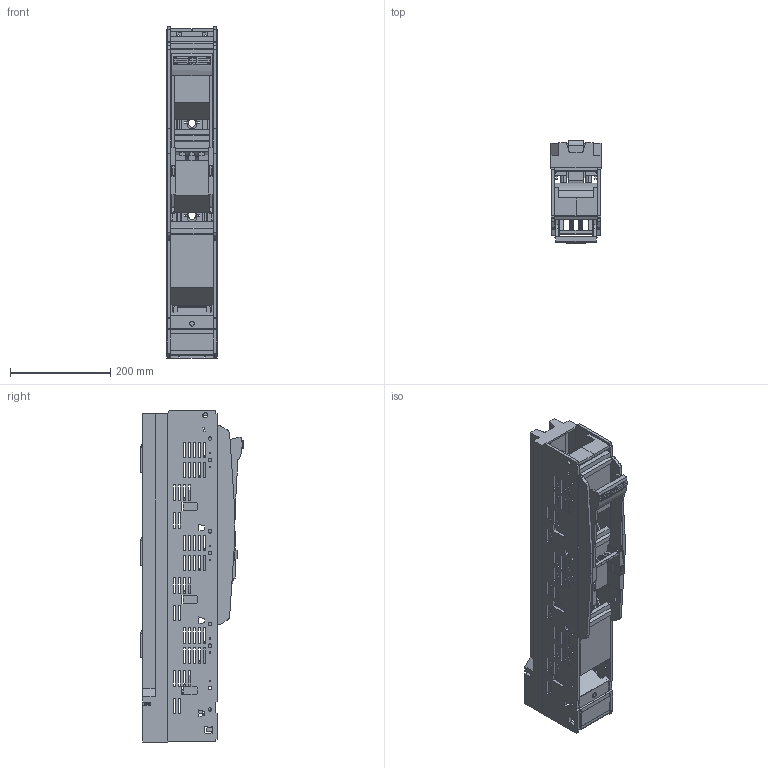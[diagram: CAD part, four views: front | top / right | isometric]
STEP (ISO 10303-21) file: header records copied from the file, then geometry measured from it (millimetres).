
FILE_DESCRIPTION((''),'2;1');
FILE_NAME('SL3_3X3_9_KM2G_ASM','2021-04-15T',('marketing.praksa'),('Audax d.o.o.'),'CREO PARAMETRIC BY PTC INC, 2017480','CREO PARAMETRIC BY PTC INC, 2017480','');
FILE_SCHEMA(('AUTOMOTIVE_DESIGN { 1 0 10303 214 1 1 1 1 }'));
Products named in the file (19): 804193_01_L_NH-LEISTENUNTERT-22; 804193_01_L_NH-LEISTENUNT-55436; 804193_01_L_NH-LEISTENUNT-56105; 804193_01_L_NH-LEISTENUNT-56774; 802874_L03_LEISTENDECKEL_-65109; 802874_L03_LEISTENDECKEL_-71105; 802874_L03_LEISTENDECKEL_-77606; PRT0133; L0548_NH-SICHERUNGSLASTSCHALTLE_ASM; 804189_L01_NH-LEISTENUNTE-316_9; 804189_L01_NH-LEISTENUNTE-331_9; 804189_L01_NH-LEISTENUNTE-344_9; 804189_L01_NH-LEISTENUNTE-521_9; 804189_L01_NH-LEISTENUNTE-465_9; 804189_L01_NH-LEISTENUNTE-480_9; 804189_L01_NH-LEISTENUNTE-493_9; 804189_L01_NH-LEISTENUNTE-508_9; PRT0131_1_1_2_3_4; SL3_3X3_9_KM2G_ASM
Assembly tree (18 placements, depth 3):
  SL3_3X3_9_KM2G_ASM
    L0548_NH-SICHERUNGSLASTSCHALTLE_ASM
      804193_01_L_NH-LEISTENUNTERT-22
      804193_01_L_NH-LEISTENUNT-55436
      804193_01_L_NH-LEISTENUNT-56105
      804193_01_L_NH-LEISTENUNT-56774
      802874_L03_LEISTENDECKEL_-65109
      802874_L03_LEISTENDECKEL_-71105
      802874_L03_LEISTENDECKEL_-77606
      PRT0133
    804189_L01_NH-LEISTENUNTE-316_9
    804189_L01_NH-LEISTENUNTE-331_9
    804189_L01_NH-LEISTENUNTE-344_9
    804189_L01_NH-LEISTENUNTE-521_9
    804189_L01_NH-LEISTENUNTE-465_9
    804189_L01_NH-LEISTENUNTE-480_9
    804189_L01_NH-LEISTENUNTE-493_9
    804189_L01_NH-LEISTENUNTE-508_9
    PRT0131_1_1_2_3_4
Bounding box: 100 x 204.8 x 662 mm (x, y, z)
Volume: 3224101.6 mm3; surface area: 1124556.6 mm2
Topology: 17 solids, 17 shells, 3254 faces, 8916 edges, 5669 vertices
Faces by surface type: plane 2700, cylinder 409, bspline 81, cone 54, extrusion 6, torus 4
Entity records: 160664 total; most frequent: CARTESIAN_POINT 27588, ORIENTED_EDGE 17820, DIRECTION 15687, PRESENTATION_STYLE_ASSIGNMENT 12187, STYLED_ITEM 12187, CURVE_STYLE 8916, EDGE_CURVE 8910, VECTOR 7333
